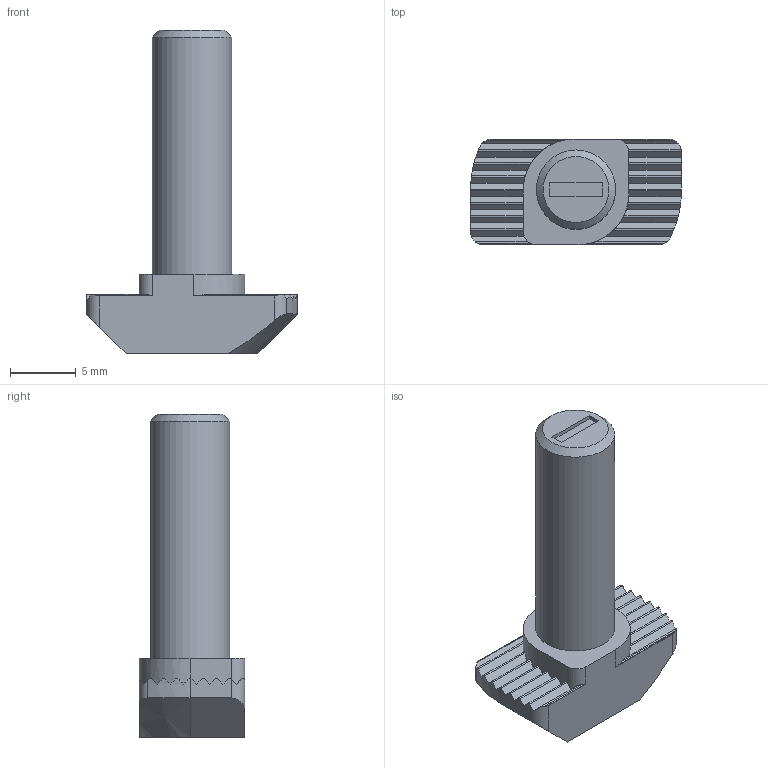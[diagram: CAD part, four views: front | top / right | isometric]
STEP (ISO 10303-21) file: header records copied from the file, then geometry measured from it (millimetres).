
FILE_DESCRIPTION((''),'2;1');
FILE_NAME('AR3402 śruba młoteczkowa M6x20 [8].stp','2016-07-12T15:01:15',('Envy'),(''),'Autodesk Inventor 2013','Autodesk Inventor 2013','');
FILE_SCHEMA(('AUTOMOTIVE_DESIGN { 1 0 10303 214 1 1 1 1 }'));
Length unit declared in the file: millimetre
Products named in the file (1): AR3402 śruba młoteczkowa M6x20 [8]
Bounding box: 16 x 8 x 24.5 mm (x, y, z)
Volume: 1079.3 mm3; surface area: 816.9 mm2
Topology: 1 solids, 1 shells, 84 faces, 259 edges, 179 vertices
Faces by surface type: plane 50, cylinder 31, cone 3
Full cylindrical faces by diameter (mm): 6 x1
Entity records: 3171 total; most frequent: CARTESIAN_POINT 843, ORIENTED_EDGE 514, DIRECTION 447, EDGE_CURVE 257, VERTEX_POINT 179, AXIS2_PLACEMENT_3D 160, VECTOR 127, LINE 127
